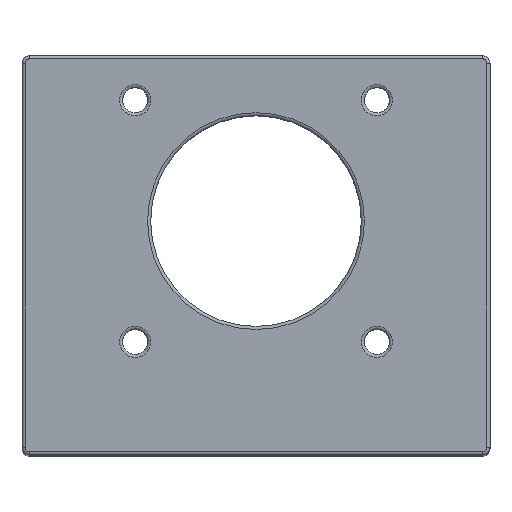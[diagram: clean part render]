
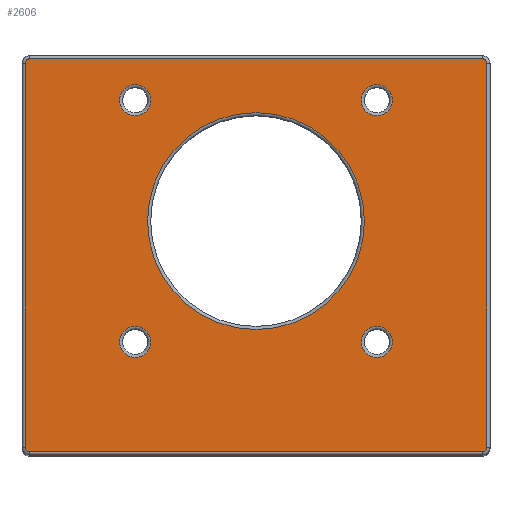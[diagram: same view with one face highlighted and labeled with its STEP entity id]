
A CAD part, top view. The second image highlights one B-rep face of the part: STEP entity #2606.
In plain terms, the highlighted planar face has unit normal (0, 0, 1).
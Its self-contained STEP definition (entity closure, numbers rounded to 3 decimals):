
#89=FACE_BOUND('',#761,.T.);
#90=FACE_BOUND('',#762,.T.);
#91=FACE_BOUND('',#763,.T.);
#92=FACE_BOUND('',#764,.T.);
#93=FACE_BOUND('',#765,.T.);
#163=LINE('',#6208,#334);
#164=LINE('',#6212,#335);
#165=LINE('',#6216,#336);
#166=LINE('',#6220,#337);
#334=VECTOR('',#3216,10.);
#335=VECTOR('',#3219,10.);
#336=VECTOR('',#3222,10.);
#337=VECTOR('',#3225,10.);
#497=PLANE('',#2812);
#592=FACE_OUTER_BOUND('',#760,.T.);
#760=EDGE_LOOP('',(#1867,#1868,#1869,#1870,#1871,#1872,#1873,#1874));
#761=EDGE_LOOP('',(#1875));
#762=EDGE_LOOP('',(#1876));
#763=EDGE_LOOP('',(#1877));
#764=EDGE_LOOP('',(#1878));
#765=EDGE_LOOP('',(#1879));
#961=CIRCLE('',#2810,13.9);
#963=CIRCLE('',#2813,0.6);
#964=CIRCLE('',#2814,0.6);
#965=CIRCLE('',#2815,0.6);
#966=CIRCLE('',#2816,0.6);
#967=CIRCLE('',#2817,2.);
#968=CIRCLE('',#2818,2.);
#969=CIRCLE('',#2819,2.);
#970=CIRCLE('',#2820,2.);
#1169=VERTEX_POINT('',#6202);
#1170=VERTEX_POINT('',#6206);
#1171=VERTEX_POINT('',#6207);
#1172=VERTEX_POINT('',#6209);
#1173=VERTEX_POINT('',#6211);
#1174=VERTEX_POINT('',#6213);
#1175=VERTEX_POINT('',#6215);
#1176=VERTEX_POINT('',#6217);
#1177=VERTEX_POINT('',#6219);
#1178=VERTEX_POINT('',#6222);
#1179=VERTEX_POINT('',#6224);
#1180=VERTEX_POINT('',#6226);
#1181=VERTEX_POINT('',#6228);
#1430=EDGE_CURVE('',#1169,#1169,#961,.T.);
#1432=EDGE_CURVE('',#1170,#1171,#163,.T.);
#1433=EDGE_CURVE('',#1172,#1170,#963,.T.);
#1434=EDGE_CURVE('',#1173,#1172,#164,.T.);
#1435=EDGE_CURVE('',#1174,#1173,#964,.T.);
#1436=EDGE_CURVE('',#1175,#1174,#165,.T.);
#1437=EDGE_CURVE('',#1176,#1175,#965,.T.);
#1438=EDGE_CURVE('',#1177,#1176,#166,.T.);
#1439=EDGE_CURVE('',#1171,#1177,#966,.T.);
#1440=EDGE_CURVE('',#1178,#1178,#967,.T.);
#1441=EDGE_CURVE('',#1179,#1179,#968,.T.);
#1442=EDGE_CURVE('',#1180,#1180,#969,.T.);
#1443=EDGE_CURVE('',#1181,#1181,#970,.T.);
#1867=ORIENTED_EDGE('',*,*,#1432,.F.);
#1868=ORIENTED_EDGE('',*,*,#1433,.F.);
#1869=ORIENTED_EDGE('',*,*,#1434,.F.);
#1870=ORIENTED_EDGE('',*,*,#1435,.F.);
#1871=ORIENTED_EDGE('',*,*,#1436,.F.);
#1872=ORIENTED_EDGE('',*,*,#1437,.F.);
#1873=ORIENTED_EDGE('',*,*,#1438,.F.);
#1874=ORIENTED_EDGE('',*,*,#1439,.F.);
#1875=ORIENTED_EDGE('',*,*,#1440,.F.);
#1876=ORIENTED_EDGE('',*,*,#1441,.F.);
#1877=ORIENTED_EDGE('',*,*,#1442,.F.);
#1878=ORIENTED_EDGE('',*,*,#1443,.F.);
#1879=ORIENTED_EDGE('',*,*,#1430,.F.);
#2606=ADVANCED_FACE('',(#592,#89,#90,#91,#92,#93),#497,.T.);
#2810=AXIS2_PLACEMENT_3D('',#6203,#3210,#3211);
#2812=AXIS2_PLACEMENT_3D('',#6205,#3214,#3215);
#2813=AXIS2_PLACEMENT_3D('',#6210,#3217,#3218);
#2814=AXIS2_PLACEMENT_3D('',#6214,#3220,#3221);
#2815=AXIS2_PLACEMENT_3D('',#6218,#3223,#3224);
#2816=AXIS2_PLACEMENT_3D('',#6221,#3226,#3227);
#2817=AXIS2_PLACEMENT_3D('',#6223,#3228,#3229);
#2818=AXIS2_PLACEMENT_3D('',#6225,#3230,#3231);
#2819=AXIS2_PLACEMENT_3D('',#6227,#3232,#3233);
#2820=AXIS2_PLACEMENT_3D('',#6229,#3234,#3235);
#3210=DIRECTION('center_axis',(0.,0.,1.));
#3211=DIRECTION('ref_axis',(1.,0.,0.));
#3214=DIRECTION('center_axis',(0.,0.,1.));
#3215=DIRECTION('ref_axis',(-1.,0.,0.));
#3216=DIRECTION('',(0.,1.,0.));
#3217=DIRECTION('center_axis',(0.,0.,-1.));
#3218=DIRECTION('ref_axis',(-0.707,-0.707,0.));
#3219=DIRECTION('',(-1.,0.,0.));
#3220=DIRECTION('center_axis',(0.,0.,-1.));
#3221=DIRECTION('ref_axis',(0.707,-0.707,0.));
#3222=DIRECTION('',(0.,-1.,0.));
#3223=DIRECTION('center_axis',(0.,0.,-1.));
#3224=DIRECTION('ref_axis',(0.707,0.707,0.));
#3225=DIRECTION('',(1.,0.,0.));
#3226=DIRECTION('center_axis',(0.,0.,-1.));
#3227=DIRECTION('ref_axis',(-0.707,0.707,0.));
#3228=DIRECTION('center_axis',(0.,0.,1.));
#3229=DIRECTION('ref_axis',(-1.,0.,0.));
#3230=DIRECTION('center_axis',(0.,0.,1.));
#3231=DIRECTION('ref_axis',(-1.,0.,0.));
#3232=DIRECTION('center_axis',(0.,0.,1.));
#3233=DIRECTION('ref_axis',(-1.,0.,0.));
#3234=DIRECTION('center_axis',(0.,0.,1.));
#3235=DIRECTION('ref_axis',(-1.,0.,0.));
#6202=CARTESIAN_POINT('',(13.9,22.,69.65));
#6203=CARTESIAN_POINT('Origin',(0.,22.,69.65));
#6205=CARTESIAN_POINT('Origin',(30.,0.,69.65));
#6206=CARTESIAN_POINT('',(-29.6,-7.,69.65));
#6207=CARTESIAN_POINT('',(-29.6,42.209,69.65));
#6208=CARTESIAN_POINT('',(-29.6,0.,69.65));
#6209=CARTESIAN_POINT('',(-29.,-7.6,69.65));
#6210=CARTESIAN_POINT('Origin',(-29.,-7.,69.65));
#6211=CARTESIAN_POINT('',(29.,-7.6,69.65));
#6212=CARTESIAN_POINT('',(15.,-7.6,69.65));
#6213=CARTESIAN_POINT('',(29.6,-7.,69.65));
#6214=CARTESIAN_POINT('Origin',(29.,-7.,69.65));
#6215=CARTESIAN_POINT('',(29.6,42.209,69.65));
#6216=CARTESIAN_POINT('',(29.6,0.,69.65));
#6217=CARTESIAN_POINT('',(29.,42.809,69.65));
#6218=CARTESIAN_POINT('Origin',(29.,42.209,69.65));
#6219=CARTESIAN_POINT('',(-29.,42.809,69.65));
#6220=CARTESIAN_POINT('',(0.,42.809,69.65));
#6221=CARTESIAN_POINT('Origin',(-29.,42.209,69.65));
#6222=CARTESIAN_POINT('',(17.494,6.506,69.65));
#6223=CARTESIAN_POINT('Origin',(15.494,6.506,69.65));
#6224=CARTESIAN_POINT('',(-13.494,37.494,69.65));
#6225=CARTESIAN_POINT('Origin',(-15.494,37.494,69.65));
#6226=CARTESIAN_POINT('',(-13.494,6.506,69.65));
#6227=CARTESIAN_POINT('Origin',(-15.494,6.506,69.65));
#6228=CARTESIAN_POINT('',(17.494,37.494,69.65));
#6229=CARTESIAN_POINT('Origin',(15.494,37.494,69.65));
